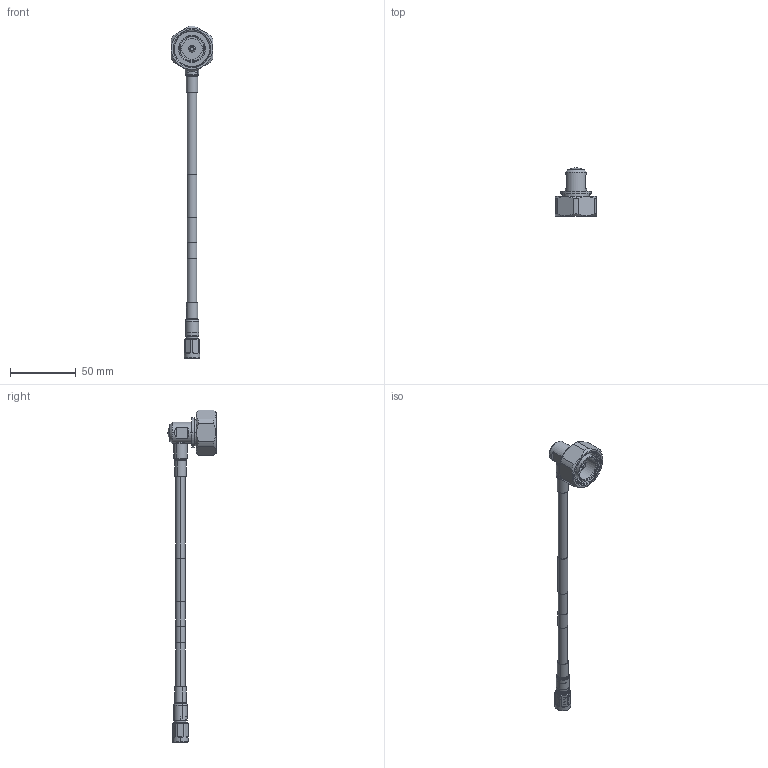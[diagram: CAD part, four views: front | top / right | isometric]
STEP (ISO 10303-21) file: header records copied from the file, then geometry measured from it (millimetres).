
FILE_DESCRIPTION (( 'STEP AP214' ), '1' );
FILE_NAME ('FMCA1922_3D.step', '2025-07-24T19:22:49', ( '' ), ( '' ), 'SwSTEP 2.0', 'SolidWorks 2022', '' );
FILE_SCHEMA (( 'AUTOMOTIVE_DESIGN' ));
Length unit declared in the file: inch
Products named in the file (5): spp-250-llpl_WITH LABEL & PIM; TC-250-NX10M-LP-LC; TC-SPP250-716M-RA-LP; HeatShrink_CA-300_3; FMCA1922_3D
Assembly tree (5 placements, depth 2):
  FMCA1922_3D
    spp-250-llpl_WITH LABEL & PIM
    HeatShrink_CA-300_3  x2
    TC-250-NX10M-LP-LC
    TC-SPP250-716M-RA-LP
Bounding box: 32 x 36.77 x 253.43 mm (x, y, z)
Volume: 22096.9 mm3; surface area: 18024.9 mm2
Topology: 6 solids, 6 shells, 388 faces, 902 edges, 562 vertices
Faces by surface type: cylinder 148, plane 101, cone 87, torus 38, bspline 14
Entity records: 13383 total; most frequent: CARTESIAN_POINT 4729, DIRECTION 1809, ORIENTED_EDGE 1716, EDGE_CURVE 858, AXIS2_PLACEMENT_3D 751, VERTEX_POINT 538, EDGE_LOOP 406, CIRCLE 391
